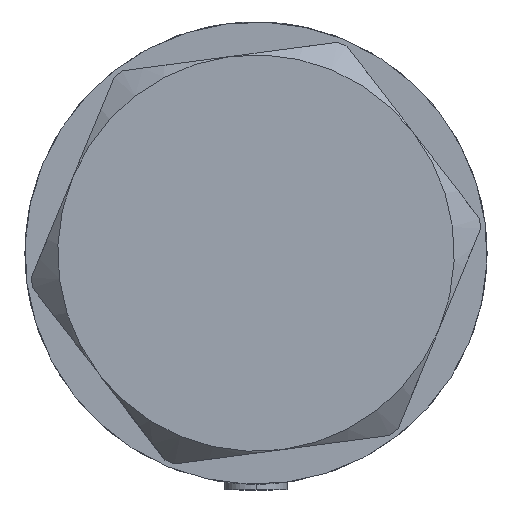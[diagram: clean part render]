
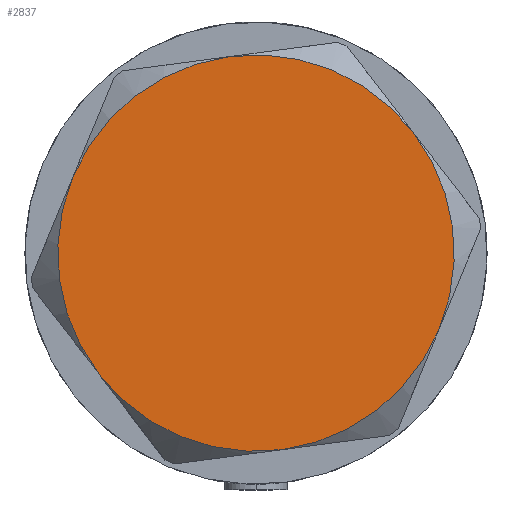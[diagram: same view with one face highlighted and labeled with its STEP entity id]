
A CAD part, left-side view. The second image highlights one B-rep face of the part: STEP entity #2837.
In plain terms, the highlighted face is planar.
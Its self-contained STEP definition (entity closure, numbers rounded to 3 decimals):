
#301 = CIRCLE ( 'NONE', #3287, 37.75 ) ;
#307 = AXIS2_PLACEMENT_3D ( 'NONE', #532, #1263, #800 ) ;
#345 = DIRECTION ( 'NONE',  ( 0., 0., 1. ) ) ;
#422 = CARTESIAN_POINT ( 'NONE',  ( 18.875, 32.692, 13. ) ) ;
#423 = DIRECTION ( 'NONE',  ( 1., 0., 0. ) ) ;
#453 = ORIENTED_EDGE ( 'NONE', *, *, #1817, .T. ) ;
#512 = CARTESIAN_POINT ( 'NONE',  ( 0., 0., 13. ) ) ;
#515 = VERTEX_POINT ( 'NONE', #517 ) ;
#517 = CARTESIAN_POINT ( 'NONE',  ( -18.875, 32.692, 13. ) ) ;
#532 = CARTESIAN_POINT ( 'NONE',  ( 0., 0., 13. ) ) ;
#539 = CARTESIAN_POINT ( 'NONE',  ( 0., 0., 13. ) ) ;
#761 = VERTEX_POINT ( 'NONE', #2645 ) ;
#800 = DIRECTION ( 'NONE',  ( 1., 0., 0. ) ) ;
#848 = EDGE_CURVE ( 'NONE', #2044, #881, #1231, .T. ) ;
#870 = FACE_OUTER_BOUND ( 'NONE', #2723, .T. ) ;
#881 = VERTEX_POINT ( 'NONE', #3471 ) ;
#898 = ORIENTED_EDGE ( 'NONE', *, *, #1746, .T. ) ;
#935 = DIRECTION ( 'NONE',  ( 1., 0., 0. ) ) ;
#1231 = CIRCLE ( 'NONE', #307, 37.75 ) ;
#1263 = DIRECTION ( 'NONE',  ( 0., 0., 1. ) ) ;
#1304 = DIRECTION ( 'NONE',  ( 0., 0., 1. ) ) ;
#1480 = CIRCLE ( 'NONE', #2110, 37.75 ) ;
#1623 = CARTESIAN_POINT ( 'NONE',  ( -18.875, -32.692, 13. ) ) ;
#1638 = AXIS2_PLACEMENT_3D ( 'NONE', #512, #3490, #3131 ) ;
#1660 = ORIENTED_EDGE ( 'NONE', *, *, #4369, .T. ) ;
#1715 = AXIS2_PLACEMENT_3D ( 'NONE', #2137, #345, #4811 ) ;
#1746 = EDGE_CURVE ( 'NONE', #4295, #515, #1480, .T. ) ;
#1817 = EDGE_CURVE ( 'NONE', #515, #761, #301, .T. ) ;
#1942 = AXIS2_PLACEMENT_3D ( 'NONE', #539, #2761, #3596 ) ;
#1963 = CIRCLE ( 'NONE', #4711, 37.75 ) ;
#2044 = VERTEX_POINT ( 'NONE', #1623 ) ;
#2110 = AXIS2_PLACEMENT_3D ( 'NONE', #4319, #1304, #3640 ) ;
#2137 = CARTESIAN_POINT ( 'NONE',  ( 0., 0., 13. ) ) ;
#2231 = CARTESIAN_POINT ( 'NONE',  ( 37.75, 0., 13. ) ) ;
#2569 = EDGE_CURVE ( 'NONE', #4475, #4295, #3194, .T. ) ;
#2645 = CARTESIAN_POINT ( 'NONE',  ( -37.75, 0., 13. ) ) ;
#2723 = EDGE_LOOP ( 'NONE', ( #4565, #3733, #898, #453, #1660, #2743 ) ) ;
#2743 = ORIENTED_EDGE ( 'NONE', *, *, #848, .T. ) ;
#2761 = DIRECTION ( 'NONE',  ( 0., 0., 1. ) ) ;
#2769 = DIRECTION ( 'NONE',  ( 0., 0., 1. ) ) ;
#2837 = ADVANCED_FACE ( 'NONE', ( #870 ), #3866, .T. ) ;
#3131 = DIRECTION ( 'NONE',  ( 1., 0., 0. ) ) ;
#3135 = CIRCLE ( 'NONE', #1715, 37.75 ) ;
#3194 = CIRCLE ( 'NONE', #1942, 37.75 ) ;
#3287 = AXIS2_PLACEMENT_3D ( 'NONE', #4812, #3765, #423 ) ;
#3471 = CARTESIAN_POINT ( 'NONE',  ( 18.875, -32.692, 13. ) ) ;
#3490 = DIRECTION ( 'NONE',  ( 0., 0., 1. ) ) ;
#3596 = DIRECTION ( 'NONE',  ( 1., 0., 0. ) ) ;
#3640 = DIRECTION ( 'NONE',  ( 1., 0., 0. ) ) ;
#3733 = ORIENTED_EDGE ( 'NONE', *, *, #2569, .T. ) ;
#3765 = DIRECTION ( 'NONE',  ( 0., 0., 1. ) ) ;
#3866 = PLANE ( 'NONE',  #1638 ) ;
#4131 = EDGE_CURVE ( 'NONE', #881, #4475, #3135, .T. ) ;
#4295 = VERTEX_POINT ( 'NONE', #422 ) ;
#4309 = CARTESIAN_POINT ( 'NONE',  ( 0., 0., 13. ) ) ;
#4319 = CARTESIAN_POINT ( 'NONE',  ( 0., 0., 13. ) ) ;
#4369 = EDGE_CURVE ( 'NONE', #761, #2044, #1963, .T. ) ;
#4475 = VERTEX_POINT ( 'NONE', #2231 ) ;
#4565 = ORIENTED_EDGE ( 'NONE', *, *, #4131, .T. ) ;
#4711 = AXIS2_PLACEMENT_3D ( 'NONE', #4309, #2769, #935 ) ;
#4811 = DIRECTION ( 'NONE',  ( 1., 0., 0. ) ) ;
#4812 = CARTESIAN_POINT ( 'NONE',  ( 0., 0., 13. ) ) ;
